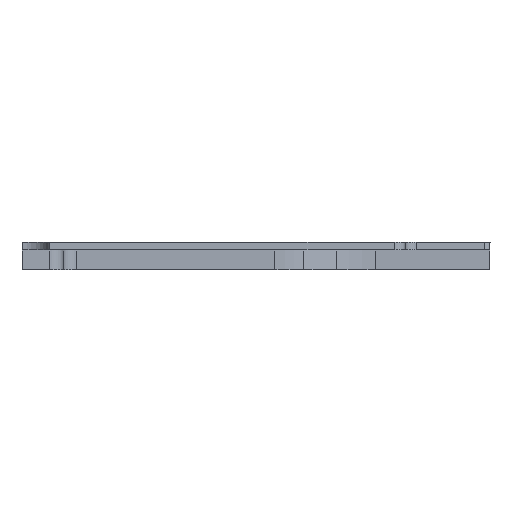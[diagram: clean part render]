
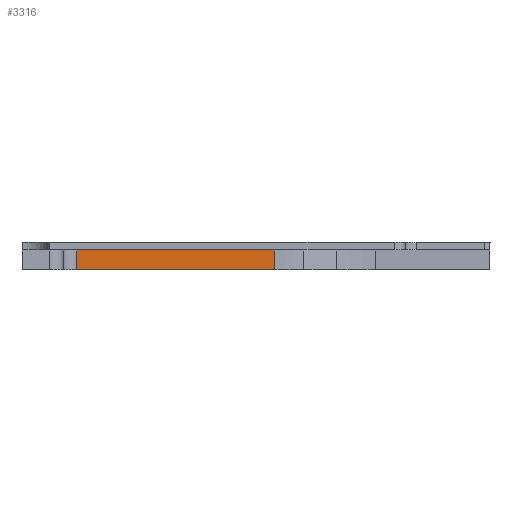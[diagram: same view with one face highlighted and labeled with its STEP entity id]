
A CAD part, left-side view. The second image highlights one B-rep face of the part: STEP entity #3316.
In plain terms, the highlighted planar face has unit normal (-1, 0, 0).
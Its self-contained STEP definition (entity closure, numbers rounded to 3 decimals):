
#3289 = VERTEX_POINT('',#3290);
#3290 = CARTESIAN_POINT('',(-14.25,64.,5.2));
#3297 = EDGE_CURVE('',#3298,#3289,#3300,.T.);
#3298 = VERTEX_POINT('',#3299);
#3299 = CARTESIAN_POINT('',(-14.25,64.,1.6));
#3300 = LINE('',#3301,#3302);
#3301 = CARTESIAN_POINT('',(-14.25,64.,1.6));
#3302 = VECTOR('',#3303,1.);
#3303 = DIRECTION('',(0.,0.,1.));
#3316 = ADVANCED_FACE('',(#3317),#3342,.F.);
#3317 = FACE_BOUND('',#3318,.F.);
#3318 = EDGE_LOOP('',(#3319,#3320,#3328,#3336));
#3319 = ORIENTED_EDGE('',*,*,#3297,.T.);
#3320 = ORIENTED_EDGE('',*,*,#3321,.T.);
#3321 = EDGE_CURVE('',#3289,#3322,#3324,.T.);
#3322 = VERTEX_POINT('',#3323);
#3323 = CARTESIAN_POINT('',(-14.25,27.825,5.2));
#3324 = LINE('',#3325,#3326);
#3325 = CARTESIAN_POINT('',(-14.25,64.,5.2));
#3326 = VECTOR('',#3327,1.);
#3327 = DIRECTION('',(0.,-1.,0.));
#3328 = ORIENTED_EDGE('',*,*,#3329,.F.);
#3329 = EDGE_CURVE('',#3330,#3322,#3332,.T.);
#3330 = VERTEX_POINT('',#3331);
#3331 = CARTESIAN_POINT('',(-14.25,27.825,1.6));
#3332 = LINE('',#3333,#3334);
#3333 = CARTESIAN_POINT('',(-14.25,27.825,1.6));
#3334 = VECTOR('',#3335,1.);
#3335 = DIRECTION('',(0.,0.,1.));
#3336 = ORIENTED_EDGE('',*,*,#3337,.F.);
#3337 = EDGE_CURVE('',#3298,#3330,#3338,.T.);
#3338 = LINE('',#3339,#3340);
#3339 = CARTESIAN_POINT('',(-14.25,64.,1.6));
#3340 = VECTOR('',#3341,1.);
#3341 = DIRECTION('',(0.,-1.,0.));
#3342 = PLANE('',#3343);
#3343 = AXIS2_PLACEMENT_3D('',#3344,#3345,#3346);
#3344 = CARTESIAN_POINT('',(-14.25,64.,1.6));
#3345 = DIRECTION('',(1.,0.,0.));
#3346 = DIRECTION('',(0.,-1.,0.));
